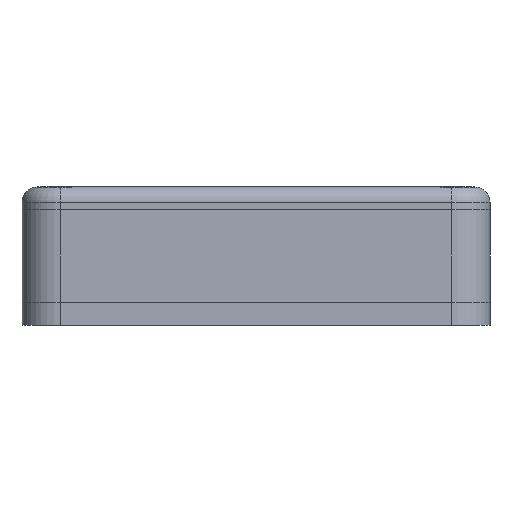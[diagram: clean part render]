
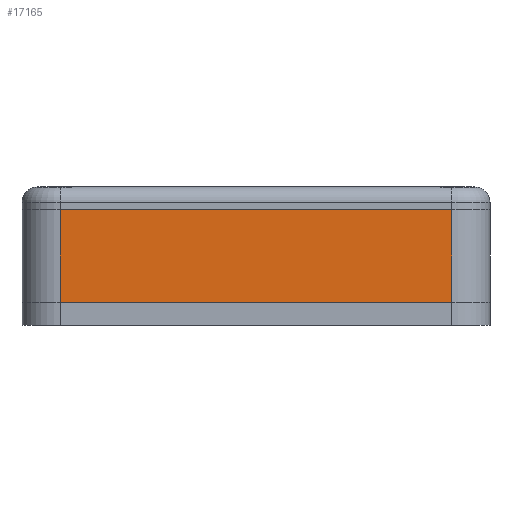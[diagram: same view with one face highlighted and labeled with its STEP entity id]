
A CAD part, left-side view. The second image highlights one B-rep face of the part: STEP entity #17165.
In plain terms, the highlighted planar face has unit normal (-1, 0, 0).
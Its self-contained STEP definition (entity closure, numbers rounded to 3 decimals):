
#2664=FACE_OUTER_BOUND('',#3689,.T.);
#3689=EDGE_LOOP('',(#15797,#15798,#15799,#15800));
#5136=LINE('',#33559,#6587);
#5143=LINE('',#33585,#6594);
#5144=LINE('',#33589,#6595);
#5145=LINE('',#33590,#6596);
#6587=VECTOR('',#20310,10.);
#6594=VECTOR('',#20337,10.);
#6595=VECTOR('',#20342,10.);
#6596=VECTOR('',#20343,10.);
#8269=VERTEX_POINT('',#33556);
#8270=VERTEX_POINT('',#33558);
#8279=VERTEX_POINT('',#33584);
#8280=VERTEX_POINT('',#33588);
#10781=EDGE_CURVE('',#8269,#8270,#5136,.T.);
#10795=EDGE_CURVE('',#8270,#8279,#5143,.T.);
#10797=EDGE_CURVE('',#8280,#8269,#5144,.T.);
#10798=EDGE_CURVE('',#8279,#8280,#5145,.T.);
#15797=ORIENTED_EDGE('',*,*,#10795,.F.);
#15798=ORIENTED_EDGE('',*,*,#10781,.F.);
#15799=ORIENTED_EDGE('',*,*,#10797,.F.);
#15800=ORIENTED_EDGE('',*,*,#10798,.F.);
#16248=PLANE('',#17769);
#17165=ADVANCED_FACE('',(#2664),#16248,.T.);
#17769=AXIS2_PLACEMENT_3D('',#33587,#20340,#20341);
#20310=DIRECTION('',(0.,-1.,0.));
#20337=DIRECTION('',(0.,0.,-1.));
#20340=DIRECTION('center_axis',(-1.,0.,0.));
#20341=DIRECTION('ref_axis',(0.,-1.,0.));
#20342=DIRECTION('',(0.,0.,1.));
#20343=DIRECTION('',(0.,1.,0.));
#33556=CARTESIAN_POINT('',(-10.,46.,15.));
#33558=CARTESIAN_POINT('',(-10.,-5.,15.));
#33559=CARTESIAN_POINT('',(-10.,35.75,15.));
#33584=CARTESIAN_POINT('',(-10.,-5.,3.));
#33585=CARTESIAN_POINT('',(-10.,-5.,3.));
#33587=CARTESIAN_POINT('Origin',(-10.,51.,3.));
#33588=CARTESIAN_POINT('',(-10.,46.,3.));
#33589=CARTESIAN_POINT('',(-10.,46.,3.));
#33590=CARTESIAN_POINT('',(-10.,35.75,3.));
